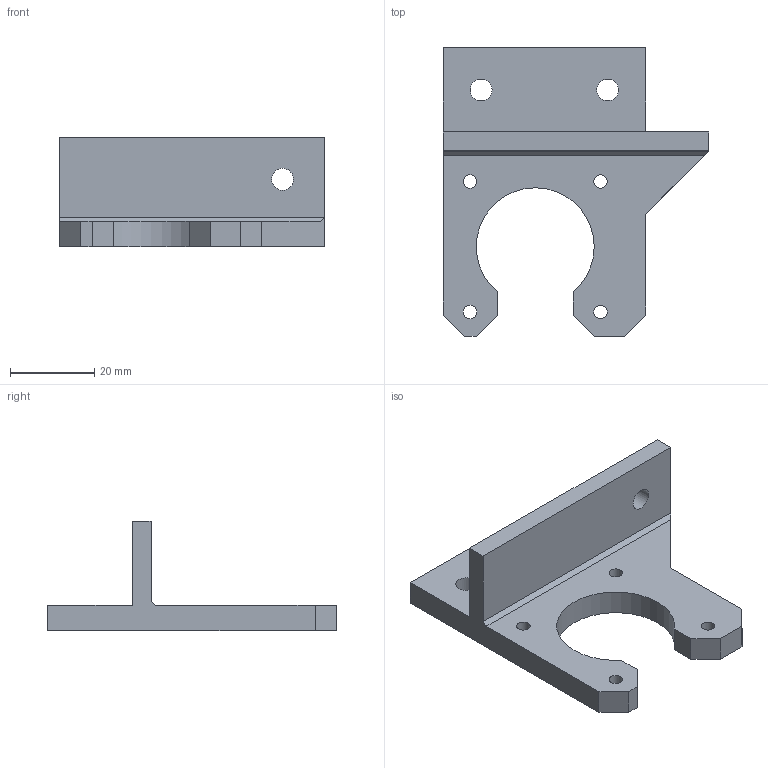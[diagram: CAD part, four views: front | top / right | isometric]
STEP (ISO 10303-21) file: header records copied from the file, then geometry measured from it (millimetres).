
FILE_DESCRIPTION(/* description */ (''),/* implementation_level */ '2;1');
FILE_NAME(/* name */ 'Y_Motor_Mount.step',/* time_stamp */ '2019-08-30T15:31:18-04:00',/* author */ (''),/* organization */ (''),/* preprocessor_version */ 'ST-DEVELOPER v18',/* originating_system */ 'Autodesk Translation Framework v8.6.0.1094',/* authorisation */ '');
FILE_SCHEMA (('AUTOMOTIVE_DESIGN { 1 0 10303 214 3 1 1 }'));
Length unit declared in the file: millimetre
Products named in the file (1): Y_Motor_Mount
Bounding box: 63 x 68.42 x 26 mm (x, y, z)
Volume: 20856.8 mm3; surface area: 10225.3 mm2
Topology: 1 solids, 1 shells, 57 faces, 151 edges, 97 vertices
Faces by surface type: plane 46, cylinder 11
Full cylindrical faces by diameter (mm): 3 x1, 3.2 x4, 5.2 x3, 10 x2
Entity records: 1821 total; most frequent: CARTESIAN_POINT 306, DIRECTION 303, ORIENTED_EDGE 302, EDGE_CURVE 151, LINE 115, VECTOR 115, VERTEX_POINT 97, AXIS2_PLACEMENT_3D 94
